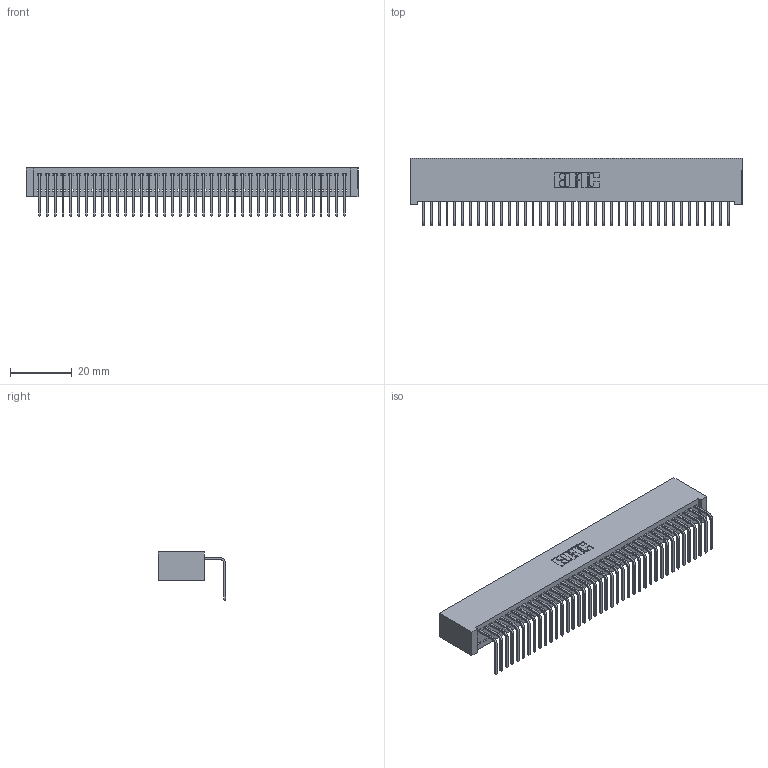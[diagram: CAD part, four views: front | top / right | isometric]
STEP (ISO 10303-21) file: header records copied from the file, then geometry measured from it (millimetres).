
FILE_DESCRIPTION (( 'STEP AP203' ), '1' );
FILE_NAME ('342-040-558-101.STEP', '2018-08-12T00:58:40', ( '' ), ( '' ), 'SwSTEP 2.0', 'SolidWorks 2016', '' );
FILE_SCHEMA (( 'CONFIG_CONTROL_DESIGN' ));
Length unit declared in the file: inch
Products named in the file (3): 342 Part_Lugless; 345-292-001_558 Tail - 2; 342-040-558-101
Assembly tree (41 placements, depth 2):
  342-040-558-101
    342 Part_Lugless
    345-292-001_558 Tail - 2  x40
Bounding box: 107.85 x 21.91 x 15.62 mm (x, y, z)
Volume: 9991 mm3; surface area: 15714.2 mm2
Topology: 41 solids, 41 shells, 2502 faces, 7555 edges, 4982 vertices
Faces by surface type: plane 1822, cylinder 680
Entity records: 24387 total; most frequent: CARTESIAN_POINT 4214, ORIENTED_EDGE 4190, DIRECTION 3551, EDGE_CURVE 2095, VECTOR 1975, LINE 1975, VERTEX_POINT 1394, AXIS2_PLACEMENT_3D 788
